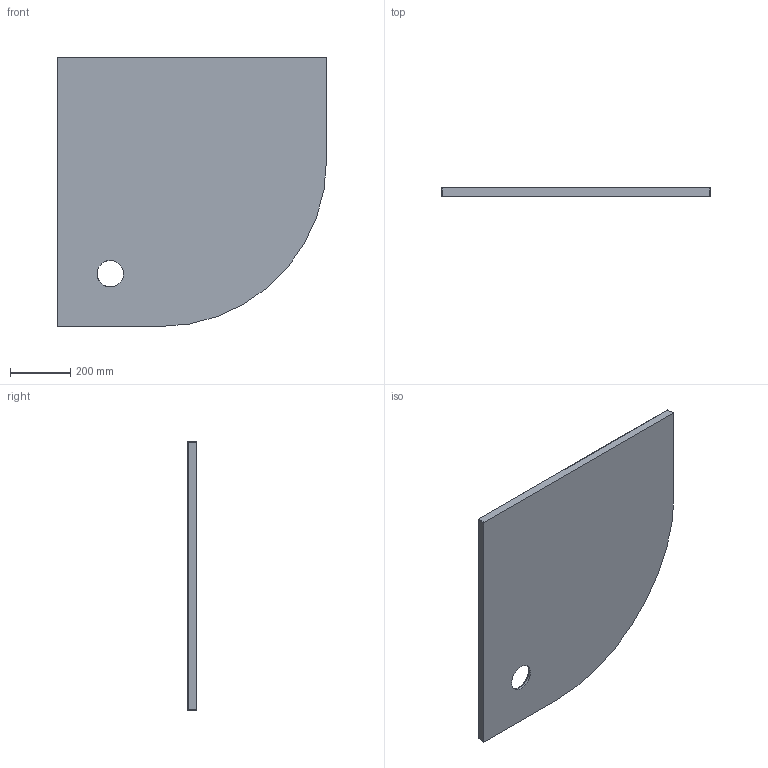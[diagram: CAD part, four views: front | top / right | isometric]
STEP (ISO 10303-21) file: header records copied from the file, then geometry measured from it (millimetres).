
FILE_DESCRIPTION (( 'STEP AP214' ), '1' );
FILE_NAME ('Madrid 900.STEP', '2019-04-02T13:46:36', ( '' ), ( '' ), 'SwSTEP 2.0', 'SolidWorks 2018', '' );
FILE_SCHEMA (( 'AUTOMOTIVE_DESIGN' ));
Length unit declared in the file: millimetre
Products named in the file (2): Madrid 900
Bounding box: 894.04 x 29 x 894.04 mm (x, y, z)
Volume: 18633119 mm3; surface area: 1553895.6 mm2
Topology: 1 solids, 1 shells, 51 faces, 117 edges, 69 vertices
Faces by surface type: bspline 15, cylinder 13, plane 10, cone 5, torus 5, sphere 3
Entity records: 5335 total; most frequent: CARTESIAN_POINT 4232, ORIENTED_EDGE 234, DIRECTION 202, EDGE_CURVE 117, AXIS2_PLACEMENT_3D 82, VERTEX_POINT 69, EDGE_LOOP 54, FACE_OUTER_BOUND 51
